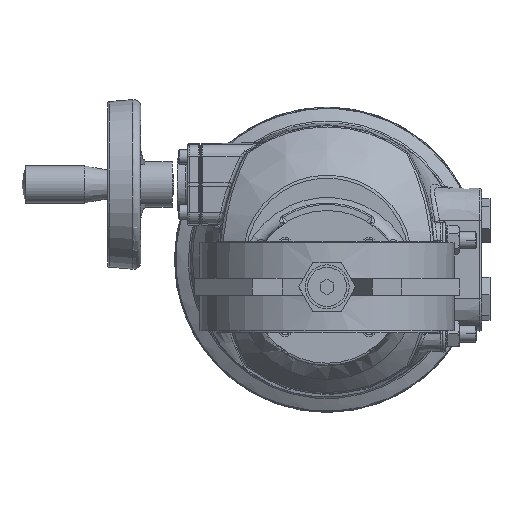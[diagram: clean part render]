
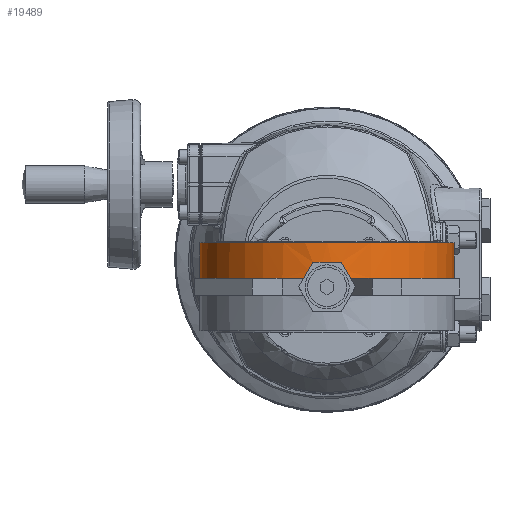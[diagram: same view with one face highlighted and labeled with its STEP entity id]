
A CAD part, front view. The second image highlights one B-rep face of the part: STEP entity #19489.
In plain terms, the highlighted cylindrical face has radius 75 mm (diameter 150 mm), a full revolution.
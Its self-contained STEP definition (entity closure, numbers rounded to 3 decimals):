
#701=ELLIPSE('',#20730,150.,75.);
#702=ELLIPSE('',#20732,150.,75.);
#931=CYLINDRICAL_SURFACE('',#20727,75.);
#1776=LINE('',#27945,#3016);
#1777=LINE('',#27957,#3017);
#1778=LINE('',#27961,#3018);
#3016=VECTOR('',#22610,75.);
#3017=VECTOR('',#22621,1000.);
#3018=VECTOR('',#22624,1000.);
#4325=FACE_OUTER_BOUND('',#5443,.T.);
#5443=EDGE_LOOP('',(#13700,#13701,#13702,#13703,#13704,#13705,#13706,#13707,
#13708,#13709,#13710,#13711));
#7613=CIRCLE('',#20728,75.);
#7614=CIRCLE('',#20729,75.);
#7615=CIRCLE('',#20731,75.);
#7616=CIRCLE('',#20733,75.);
#7617=CIRCLE('',#20734,75.);
#7618=CIRCLE('',#20735,75.);
#8553=VERTEX_POINT('',#27942);
#8554=VERTEX_POINT('',#27944);
#8555=VERTEX_POINT('',#27946);
#8556=VERTEX_POINT('',#27948);
#8557=VERTEX_POINT('',#27950);
#8558=VERTEX_POINT('',#27952);
#8559=VERTEX_POINT('',#27954);
#8560=VERTEX_POINT('',#27956);
#8561=VERTEX_POINT('',#27958);
#8562=VERTEX_POINT('',#27960);
#10580=EDGE_CURVE('',#8553,#8553,#7613,.T.);
#10581=EDGE_CURVE('',#8553,#8554,#1776,.T.);
#10582=EDGE_CURVE('',#8554,#8555,#7614,.T.);
#10583=EDGE_CURVE('',#8555,#8556,#701,.T.);
#10584=EDGE_CURVE('',#8556,#8557,#7615,.T.);
#10585=EDGE_CURVE('',#8557,#8558,#702,.T.);
#10586=EDGE_CURVE('',#8558,#8559,#7616,.T.);
#10587=EDGE_CURVE('',#8560,#8559,#1777,.T.);
#10588=EDGE_CURVE('',#8560,#8561,#7617,.T.);
#10589=EDGE_CURVE('',#8561,#8562,#1778,.T.);
#10590=EDGE_CURVE('',#8562,#8554,#7618,.T.);
#13700=ORIENTED_EDGE('',*,*,#10580,.F.);
#13701=ORIENTED_EDGE('',*,*,#10581,.T.);
#13702=ORIENTED_EDGE('',*,*,#10582,.T.);
#13703=ORIENTED_EDGE('',*,*,#10583,.T.);
#13704=ORIENTED_EDGE('',*,*,#10584,.T.);
#13705=ORIENTED_EDGE('',*,*,#10585,.T.);
#13706=ORIENTED_EDGE('',*,*,#10586,.T.);
#13707=ORIENTED_EDGE('',*,*,#10587,.F.);
#13708=ORIENTED_EDGE('',*,*,#10588,.T.);
#13709=ORIENTED_EDGE('',*,*,#10589,.T.);
#13710=ORIENTED_EDGE('',*,*,#10590,.T.);
#13711=ORIENTED_EDGE('',*,*,#10581,.F.);
#19489=ADVANCED_FACE('',(#4325),#931,.T.);
#20727=AXIS2_PLACEMENT_3D('',#27941,#22606,#22607);
#20728=AXIS2_PLACEMENT_3D('',#27943,#22608,#22609);
#20729=AXIS2_PLACEMENT_3D('',#27947,#22611,#22612);
#20730=AXIS2_PLACEMENT_3D('',#27949,#22613,#22614);
#20731=AXIS2_PLACEMENT_3D('',#27951,#22615,#22616);
#20732=AXIS2_PLACEMENT_3D('',#27953,#22617,#22618);
#20733=AXIS2_PLACEMENT_3D('',#27955,#22619,#22620);
#20734=AXIS2_PLACEMENT_3D('',#27959,#22622,#22623);
#20735=AXIS2_PLACEMENT_3D('',#27962,#22625,#22626);
#22606=DIRECTION('center_axis',(0.,0.,1.));
#22607=DIRECTION('ref_axis',(1.,0.,0.));
#22608=DIRECTION('center_axis',(0.,0.,1.));
#22609=DIRECTION('ref_axis',(1.,0.,0.));
#22610=DIRECTION('',(0.,0.,-1.));
#22611=DIRECTION('center_axis',(0.,0.,1.));
#22612=DIRECTION('ref_axis',(1.,0.,0.));
#22613=DIRECTION('center_axis',(-0.866,0.,
0.5));
#22614=DIRECTION('ref_axis',(0.5,0.,0.866));
#22615=DIRECTION('center_axis',(0.,0.,1.));
#22616=DIRECTION('ref_axis',(-1.,0.,0.));
#22617=DIRECTION('center_axis',(0.866,0.,
0.5));
#22618=DIRECTION('ref_axis',(0.5,0.,-0.866));
#22619=DIRECTION('center_axis',(0.,0.,1.));
#22620=DIRECTION('ref_axis',(1.,0.,0.));
#22621=DIRECTION('',(0.,0.,-1.));
#22622=DIRECTION('center_axis',(0.,0.,1.));
#22623=DIRECTION('ref_axis',(-1.,0.,0.));
#22624=DIRECTION('',(0.,0.,-1.));
#22625=DIRECTION('center_axis',(0.,0.,1.));
#22626=DIRECTION('ref_axis',(1.,0.,0.));
#27941=CARTESIAN_POINT('Origin',(0.,0.,115.101));
#27942=CARTESIAN_POINT('',(-75.,0.,26.));
#27943=CARTESIAN_POINT('Origin',(0.,0.,26.));
#27944=CARTESIAN_POINT('',(-75.,0.,5.));
#27945=CARTESIAN_POINT('',(-75.,0.,115.101));
#27946=CARTESIAN_POINT('',(-13.856,-73.709,5.));
#27947=CARTESIAN_POINT('Origin',(0.,0.,5.));
#27948=CARTESIAN_POINT('',(-8.372,-74.531,14.5));
#27949=CARTESIAN_POINT('Origin',(0.,0.,
29.));
#27950=CARTESIAN_POINT('',(8.372,-74.531,14.5));
#27951=CARTESIAN_POINT('Origin',(0.,0.,14.5));
#27952=CARTESIAN_POINT('',(13.856,-73.709,5.));
#27953=CARTESIAN_POINT('Origin',(0.,0.,
29.));
#27954=CARTESIAN_POINT('',(17.,73.048,5.));
#27955=CARTESIAN_POINT('Origin',(0.,0.,5.));
#27956=CARTESIAN_POINT('',(17.,73.048,14.5));
#27957=CARTESIAN_POINT('',(17.,73.048,14.5));
#27958=CARTESIAN_POINT('',(-17.,73.048,14.5));
#27959=CARTESIAN_POINT('Origin',(0.,0.,14.5));
#27960=CARTESIAN_POINT('',(-17.,73.048,5.));
#27961=CARTESIAN_POINT('',(-17.,73.048,14.5));
#27962=CARTESIAN_POINT('Origin',(0.,0.,5.));
